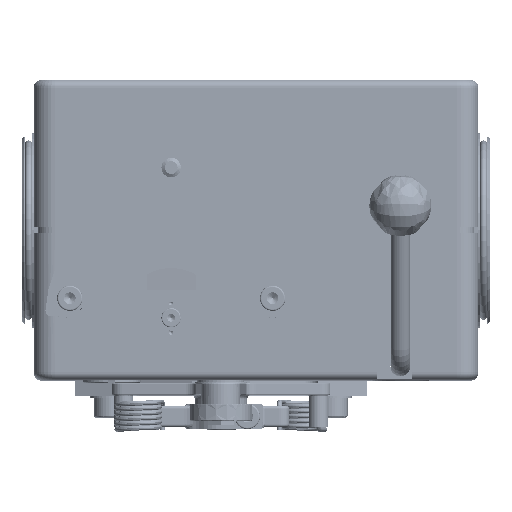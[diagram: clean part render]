
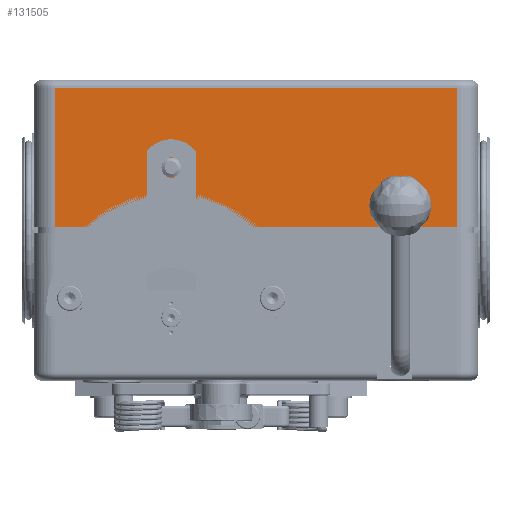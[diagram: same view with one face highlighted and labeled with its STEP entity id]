
A CAD part, top view. The second image highlights one B-rep face of the part: STEP entity #131505.
In plain terms, the highlighted planar face has unit normal (0, 0, 1).
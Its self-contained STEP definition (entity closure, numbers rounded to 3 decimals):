
#13525 = LINE ( 'NONE', #76968, #121431 ) ;
#16780 = EDGE_LOOP ( 'NONE', ( #83436, #198326, #82918, #197860 ) ) ;
#23542 = CARTESIAN_POINT ( 'NONE',  ( 103., 77., 66. ) ) ;
#24676 = EDGE_CURVE ( 'NONE', #160822, #129772, #13525, .T. ) ;
#44568 = DIRECTION ( 'NONE',  ( -1., 0., 0. ) ) ;
#46869 = VECTOR ( 'NONE', #47538, 1000. ) ;
#47538 = DIRECTION ( 'NONE',  ( 0., 1., 0. ) ) ;
#50692 = CARTESIAN_POINT ( 'NONE',  ( -103., 150., 66. ) ) ;
#54098 = CARTESIAN_POINT ( 'NONE',  ( 103., 150., 66. ) ) ;
#60508 = LINE ( 'NONE', #189481, #184255 ) ;
#62232 = EDGE_CURVE ( 'NONE', #94436, #129772, #133582, .T. ) ;
#63837 = PLANE ( 'NONE',  #93938 ) ;
#69467 = LINE ( 'NONE', #128006, #46869 ) ;
#72177 = DIRECTION ( 'NONE',  ( 1., 0., 0. ) ) ;
#76968 = CARTESIAN_POINT ( 'NONE',  ( -103., 77., 66. ) ) ;
#79738 = FACE_OUTER_BOUND ( 'NONE', #16780, .T. ) ;
#82918 = ORIENTED_EDGE ( 'NONE', *, *, #93834, .T. ) ;
#83436 = ORIENTED_EDGE ( 'NONE', *, *, #24676, .F. ) ;
#83847 = CARTESIAN_POINT ( 'NONE',  ( 103., 150., 66. ) ) ;
#92838 = DIRECTION ( 'NONE',  ( 0., 1., 0. ) ) ;
#93834 = EDGE_CURVE ( 'NONE', #155950, #94436, #69467, .T. ) ;
#93938 = AXIS2_PLACEMENT_3D ( 'NONE', #23542, #150550, #72177 ) ;
#94436 = VERTEX_POINT ( 'NONE', #54098 ) ;
#112313 = EDGE_CURVE ( 'NONE', #155950, #160822, #60508, .T. ) ;
#121431 = VECTOR ( 'NONE', #92838, 1000. ) ;
#128006 = CARTESIAN_POINT ( 'NONE',  ( 103., 77., 66. ) ) ;
#129396 = CARTESIAN_POINT ( 'NONE',  ( 103., 78.5, 66. ) ) ;
#129772 = VERTEX_POINT ( 'NONE', #50692 ) ;
#131477 = DIRECTION ( 'NONE',  ( -1., 0., 0. ) ) ;
#131505 = ADVANCED_FACE ( 'NONE', ( #79738 ), #63837, .F. ) ;
#133582 = LINE ( 'NONE', #83847, #163818 ) ;
#150550 = DIRECTION ( 'NONE',  ( 0., 0., -1. ) ) ;
#155950 = VERTEX_POINT ( 'NONE', #129396 ) ;
#160822 = VERTEX_POINT ( 'NONE', #162563 ) ;
#162563 = CARTESIAN_POINT ( 'NONE',  ( -103., 78.5, 66. ) ) ;
#163818 = VECTOR ( 'NONE', #131477, 1000. ) ;
#184255 = VECTOR ( 'NONE', #44568, 1000. ) ;
#189481 = CARTESIAN_POINT ( 'NONE',  ( -103., 78.5, 66. ) ) ;
#197860 = ORIENTED_EDGE ( 'NONE', *, *, #62232, .T. ) ;
#198326 = ORIENTED_EDGE ( 'NONE', *, *, #112313, .F. ) ;
